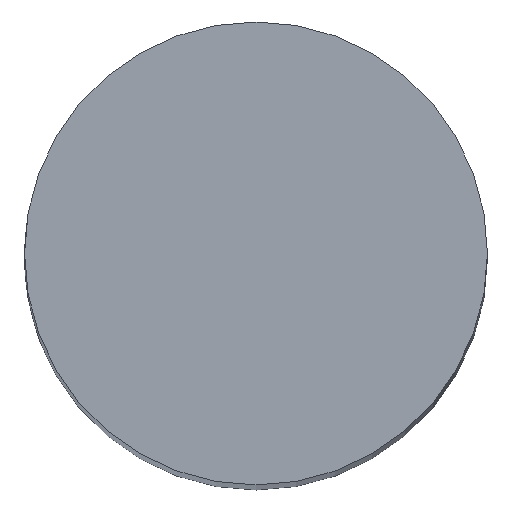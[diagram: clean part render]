
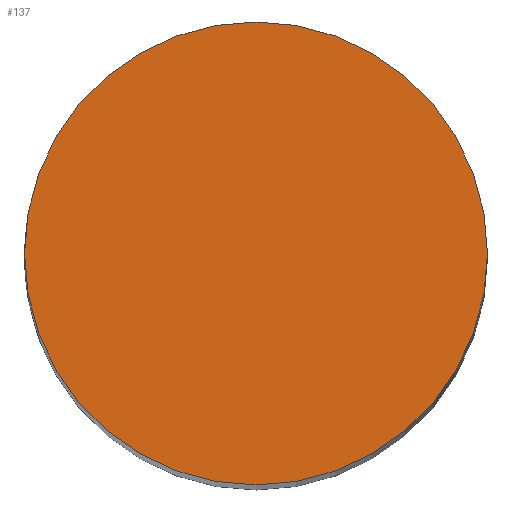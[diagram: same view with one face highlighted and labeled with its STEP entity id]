
A CAD part, top view. The second image highlights one B-rep face of the part: STEP entity #137.
In plain terms, the highlighted face is planar.
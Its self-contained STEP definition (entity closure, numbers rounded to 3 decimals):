
#24=PLANE('',#153);
#32=ORIENTED_EDGE('',*,*,#42,.F.);
#42=EDGE_CURVE('',#48,#48,#54,.T.);
#48=VERTEX_POINT('',#196);
#54=CIRCLE('',#152,2.);
#61=EDGE_LOOP('',(#32));
#73=FACE_BOUND('',#61,.T.);
#137=ADVANCED_FACE('',(#73),#24,.F.);
#152=AXIS2_PLACEMENT_3D('',#195,#169,#170);
#153=AXIS2_PLACEMENT_3D('',#209,#171,#172);
#169=DIRECTION('',(1.,0.,0.));
#170=DIRECTION('',(0.,0.,-1.));
#171=DIRECTION('',(1.,0.,0.));
#172=DIRECTION('',(0.,0.,-1.));
#195=CARTESIAN_POINT('',(0.,0.,0.));
#196=CARTESIAN_POINT('',(0.,0.,-2.));
#209=CARTESIAN_POINT('',(0.,0.,0.));
